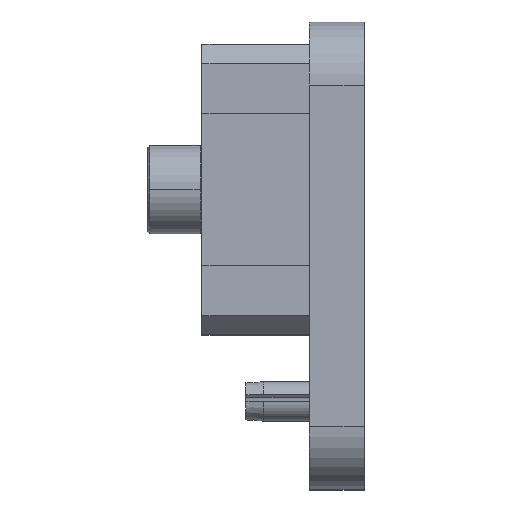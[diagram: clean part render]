
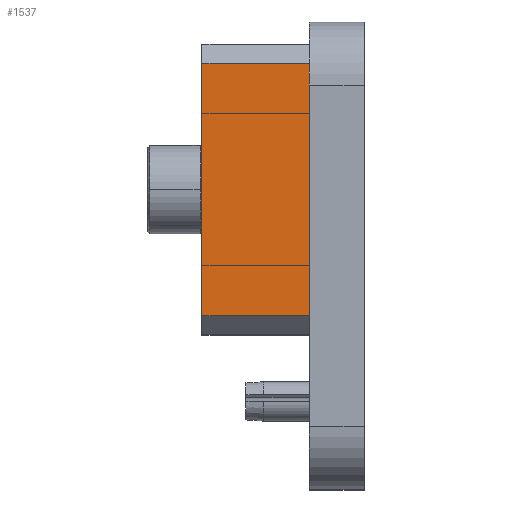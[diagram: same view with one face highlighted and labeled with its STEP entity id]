
A CAD part, top view. The second image highlights one B-rep face of the part: STEP entity #1537.
In plain terms, the highlighted planar face has unit normal (0, 0, 1).
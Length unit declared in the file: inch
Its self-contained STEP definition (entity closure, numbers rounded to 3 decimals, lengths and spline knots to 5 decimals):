
#1265 = VERTEX_POINT ( 'NONE', #3803 ) ;
#1537 = ADVANCED_FACE ( 'NONE', ( #15097 ), #7257, .F. ) ;
#1551 = EDGE_LOOP ( 'NONE', ( #13837, #17721, #21134, #19691 ) ) ;
#2047 = DIRECTION ( 'NONE',  ( 0., 0., -1. ) ) ;
#3803 = CARTESIAN_POINT ( 'NONE',  ( -0.52686, -0.095, 2.69493 ) ) ;
#4037 = CARTESIAN_POINT ( 'NONE',  ( -0.52686, 0.305, 2.69493 ) ) ;
#4615 = CARTESIAN_POINT ( 'NONE',  ( -0.52686, 0.03833, 2.69493 ) ) ;
#4729 = VERTEX_POINT ( 'NONE', #9601 ) ;
#5111 = LINE ( 'NONE', #12778, #13686 ) ;
#5713 = CARTESIAN_POINT ( 'NONE',  ( -0.35686, -0.125, 2.69493 ) ) ;
#6262 = B_SPLINE_CURVE_WITH_KNOTS ( 'NONE', 3,
 ( #19526, #16054, #4615, #17892 ),
 .UNSPECIFIED., .F., .F.,
 ( 4, 4 ),
 ( 0., 1. ),
 .UNSPECIFIED. ) ;
#7257 = PLANE ( 'NONE',  #19505 ) ;
#9601 = CARTESIAN_POINT ( 'NONE',  ( -0.35686, -0.095, 2.69493 ) ) ;
#10510 = CARTESIAN_POINT ( 'NONE',  ( -0.52686, -0.125, 2.69493 ) ) ;
#11742 = VECTOR ( 'NONE', #20080, 39.37008 ) ;
#12488 = EDGE_CURVE ( 'NONE', #4729, #1265, #13458, .T. ) ;
#12764 = EDGE_CURVE ( 'NONE', #15879, #1265, #6262, .T. ) ;
#12778 = CARTESIAN_POINT ( 'NONE',  ( -0.52686, 0.305, 2.69493 ) ) ;
#13458 = LINE ( 'NONE', #16602, #11742 ) ;
#13684 = DIRECTION ( 'NONE',  ( 0., 1., 0. ) ) ;
#13686 = VECTOR ( 'NONE', #16049, 39.37008 ) ;
#13837 = ORIENTED_EDGE ( 'NONE', *, *, #12488, .F. ) ;
#14397 = CARTESIAN_POINT ( 'NONE',  ( -0.35686, 0.305, 2.69493 ) ) ;
#15097 = FACE_OUTER_BOUND ( 'NONE', #1551, .T. ) ;
#15143 = VECTOR ( 'NONE', #18988, 39.37008 ) ;
#15879 = VERTEX_POINT ( 'NONE', #4037 ) ;
#16049 = DIRECTION ( 'NONE',  ( 1., 0., 0. ) ) ;
#16054 = CARTESIAN_POINT ( 'NONE',  ( -0.52686, 0.17167, 2.69493 ) ) ;
#16602 = CARTESIAN_POINT ( 'NONE',  ( -0.52686, -0.095, 2.69493 ) ) ;
#17721 = ORIENTED_EDGE ( 'NONE', *, *, #21398, .F. ) ;
#17892 = CARTESIAN_POINT ( 'NONE',  ( -0.52686, -0.095, 2.69493 ) ) ;
#18702 = EDGE_CURVE ( 'NONE', #15879, #19807, #5111, .T. ) ;
#18988 = DIRECTION ( 'NONE',  ( 0., -1., 0. ) ) ;
#19505 = AXIS2_PLACEMENT_3D ( 'NONE', #10510, #2047, #13684 ) ;
#19526 = CARTESIAN_POINT ( 'NONE',  ( -0.52686, 0.305, 2.69493 ) ) ;
#19691 = ORIENTED_EDGE ( 'NONE', *, *, #12764, .T. ) ;
#19807 = VERTEX_POINT ( 'NONE', #14397 ) ;
#20080 = DIRECTION ( 'NONE',  ( -1., 0., 0. ) ) ;
#20828 = LINE ( 'NONE', #5713, #15143 ) ;
#21134 = ORIENTED_EDGE ( 'NONE', *, *, #18702, .F. ) ;
#21398 = EDGE_CURVE ( 'NONE', #19807, #4729, #20828, .T. ) ;
